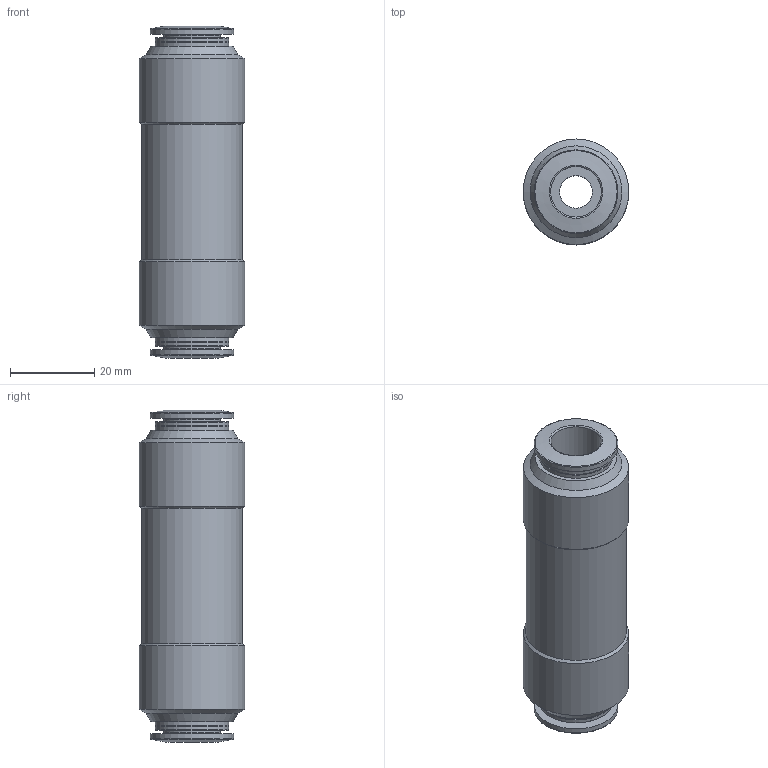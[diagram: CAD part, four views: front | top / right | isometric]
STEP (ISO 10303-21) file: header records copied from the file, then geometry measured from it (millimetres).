
FILE_DESCRIPTION(/* description */ ('STEP AP214'),/* implementation_level */ '2;1');
FILE_NAME(/* name */ '153466_H-QS-12',/* time_stamp */ '2024-08-29T11:43:45+02:00',/* author */ ('License CC BY-ND 4.0'),/* organization */ ('CADENAS'),/* preprocessor_version */ 'ST-DEVELOPER v19.3',/* originating_system */ 'PARTsolutions',/* authorisation */ ' ');
FILE_SCHEMA (('INTEGRATED_CNC_SCHEMA','AUTOMOTIVE_DESIGN {1 0 10303 214 3 1 1}'));
Length unit declared in the file: millimetre
Products named in the file (2): 153466 H-QS-12---(0); 153466 H-QS-12(---0-P1)
Assembly tree (1 placements, depth 2):
  153466 H-QS-12---(0)
    153466 H-QS-12(---0-P1)
Bounding box: 25 x 25 x 78.6 mm (x, y, z)
Volume: 27269.9 mm3; surface area: 9589.7 mm2
Topology: 1 solids, 1 shells, 42 faces, 78 edges, 44 vertices
Faces by surface type: cone 14, cylinder 14, plane 8, torus 6
Full cylindrical faces by diameter (mm): 7.7 x1, 12 x2, 13.4 x2, 17.4 x4, 19.8 x2, 23.9 x1, 25 x2
Entity records: 1185 total; most frequent: DIRECTION 172, CARTESIAN_POINT 128, AXIS2_PLACEMENT_3D 86, ORIENTED_EDGE 84, EDGE_LOOP 84, FACE_BOUND 84, EDGE_CURVE 42, VERTEX_POINT 42
